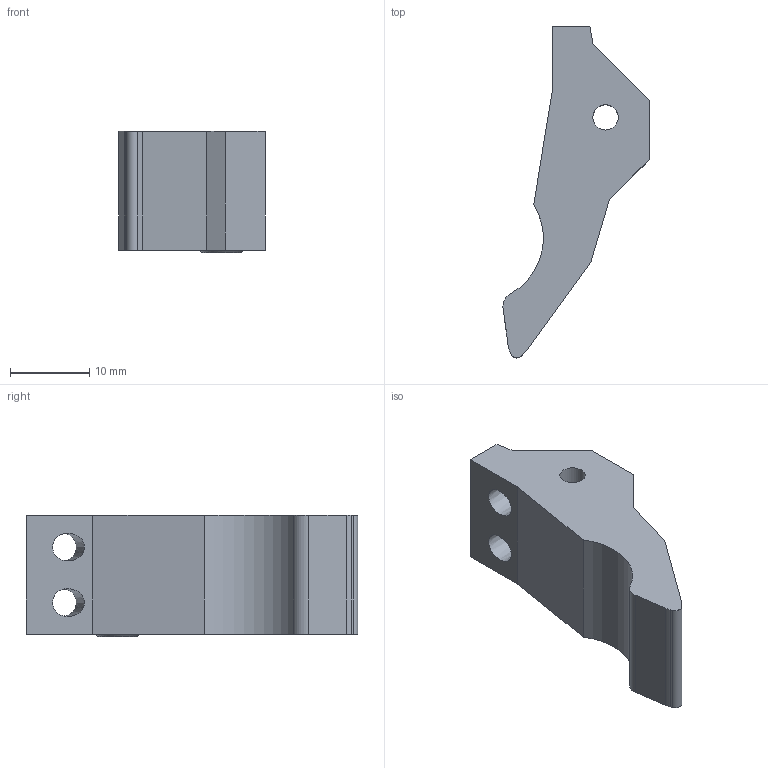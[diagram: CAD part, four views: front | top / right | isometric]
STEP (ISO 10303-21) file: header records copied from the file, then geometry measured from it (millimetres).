
FILE_DESCRIPTION(/* description */ (''),/* implementation_level */ '2;1');
FILE_NAME(/* name */ 'hook.stp',/* time_stamp */ '2016-08-09T11:41:22+02:00',/* author */ (''),/* organization */ (''),/* preprocessor_version */ 'ST-DEVELOPER v16.5',/* originating_system */ 'Autodesk Translation Framework v5.1.0.2740',/* authorisation */ '');
FILE_SCHEMA (('AUTOMOTIVE_DESIGN { 1 0 10303 214 3 1 1 }'));
Length unit declared in the file: centimetre
Products named in the file (1): hook_with_hole v4(Spiegeln)
Bounding box: 18.45 x 41.86 x 15.3 mm (x, y, z)
Volume: 4962.4 mm3; surface area: 2489.4 mm2
Topology: 1 solids, 1 shells, 29 faces, 80 edges, 54 vertices
Faces by surface type: plane 19, cylinder 7, bspline 2, cone 1
Full cylindrical faces by diameter (mm): 3.2 x1
Entity records: 1257 total; most frequent: CARTESIAN_POINT 488, ORIENTED_EDGE 152, DIRECTION 144, EDGE_CURVE 76, LINE 56, VECTOR 56, VERTEX_POINT 52, AXIS2_PLACEMENT_3D 44
